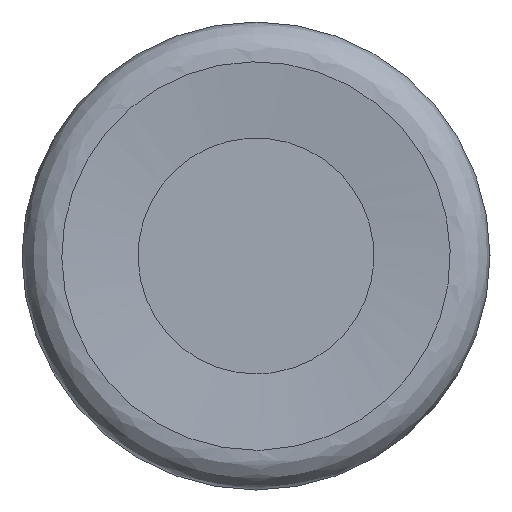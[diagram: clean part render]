
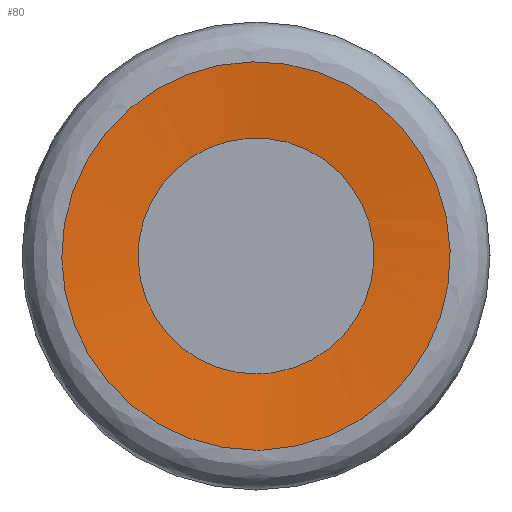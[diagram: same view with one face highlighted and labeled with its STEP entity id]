
A CAD part, left-side view. The second image highlights one B-rep face of the part: STEP entity #80.
In plain terms, the highlighted face is a revolution surface.
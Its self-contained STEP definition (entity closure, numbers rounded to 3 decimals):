
#58=SURFACE_OF_REVOLUTION('',#62,#60);
#60=AXIS1_PLACEMENT('',#234,#194);
#62=LINE('',#233,#63);
#63=VECTOR('',#193,2.778);
#64=FACE_BOUND('',#99,.T.);
#65=FACE_BOUND('',#100,.T.);
#80=ADVANCED_FACE('',(#64,#65),#58,.F.);
#99=EDGE_LOOP('',(#117));
#100=EDGE_LOOP('',(#118));
#117=ORIENTED_EDGE('',*,*,#143,.T.);
#118=ORIENTED_EDGE('',*,*,#144,.F.);
#134=VERTEX_POINT('',#229);
#135=VERTEX_POINT('',#232);
#143=EDGE_CURVE('',#134,#134,#152,.T.);
#144=EDGE_CURVE('',#135,#135,#153,.T.);
#152=CIRCLE('',#164,4.103);
#153=CIRCLE('',#166,6.755);
#164=AXIS2_PLACEMENT_3D('',#228,#187,#188);
#166=AXIS2_PLACEMENT_3D('',#231,#191,#192);
#187=DIRECTION('',(1.,0.,0.));
#188=DIRECTION('',(0.,0.,-1.));
#191=DIRECTION('',(1.,0.,0.));
#192=DIRECTION('',(0.,0.,-1.));
#193=DIRECTION('',(0.087,0.996,0.));
#194=DIRECTION('',(1.,0.,0.));
#228=CARTESIAN_POINT('',(0.247,0.,0.));
#229=CARTESIAN_POINT('',(0.247,0.,-4.103));
#231=CARTESIAN_POINT('',(0.005,0.,0.));
#232=CARTESIAN_POINT('',(0.005,0.,-6.755));
#233=CARTESIAN_POINT('',(0.005,-6.587,1.5));
#234=CARTESIAN_POINT('',(0.,0.,0.));
